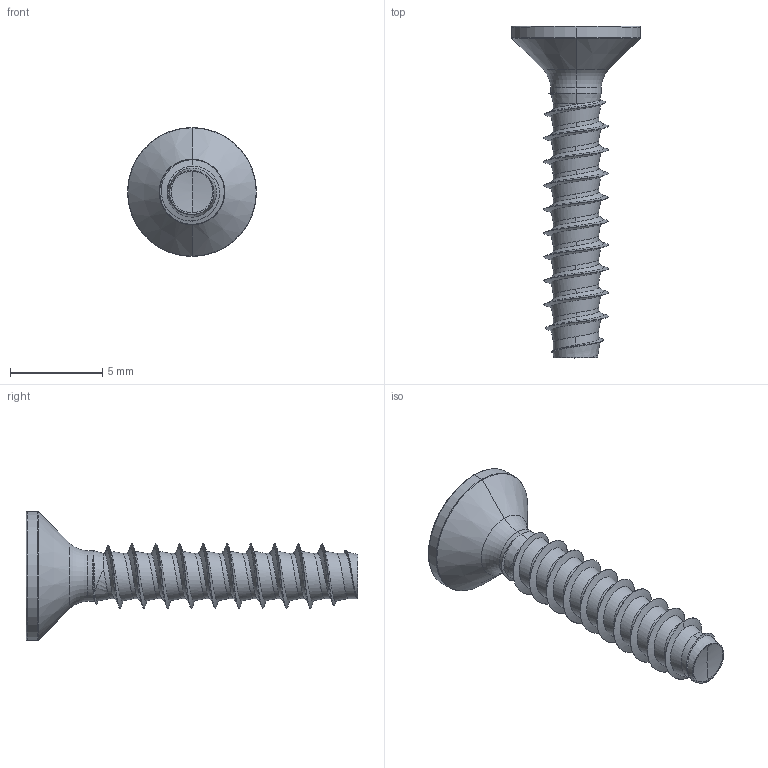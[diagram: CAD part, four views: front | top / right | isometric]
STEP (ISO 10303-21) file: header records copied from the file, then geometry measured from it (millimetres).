
FILE_DESCRIPTION (( 'STEP AP203' ), '1' );
FILE_NAME ('STP330350180.STEP', '2017-08-15T15:30:58', ( '' ), ( '' ), 'SwSTEP 2.0', 'SolidWorks 2015', '' );
FILE_SCHEMA (( 'CONFIG_CONTROL_DESIGN' ));
Length unit declared in the file: millimetre
Products named in the file (1): STP330350180
Bounding box: 7 x 18 x 7 mm (x, y, z)
Volume: 145.9 mm3; surface area: 309.4 mm2
Topology: 1 solids, 1 shells, 183 faces, 417 edges, 236 vertices
Faces by surface type: cylinder 68, bspline 51, sphere 26, plane 22, cone 10, torus 6
Entity records: 21860 total; most frequent: CARTESIAN_POINT 18163, ORIENTED_EDGE 830, DIRECTION 668, EDGE_CURVE 415, AXIS2_PLACEMENT_3D 273, VERTEX_POINT 236, EDGE_LOOP 185, ADVANCED_FACE 183
